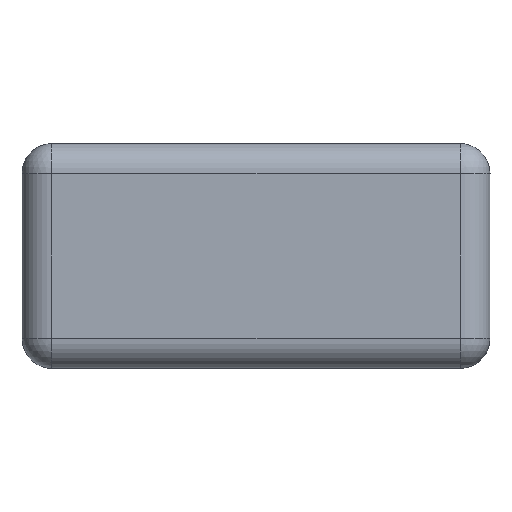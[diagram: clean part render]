
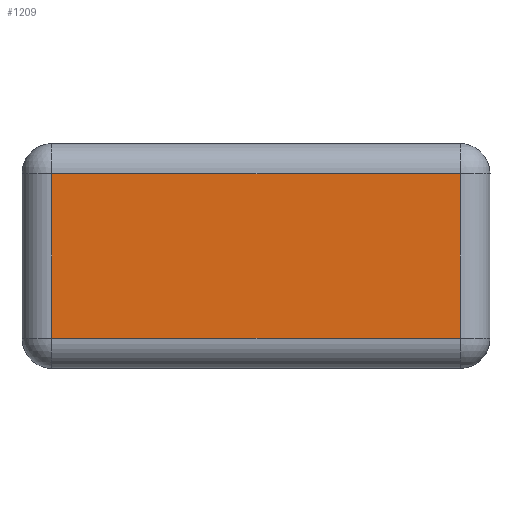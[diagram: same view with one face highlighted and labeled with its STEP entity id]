
A CAD part, left-side view. The second image highlights one B-rep face of the part: STEP entity #1209.
In plain terms, the highlighted planar face has unit normal (-1, 0, 0).
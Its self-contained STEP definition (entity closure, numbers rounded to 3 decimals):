
#110=LINE('',#1901,#182);
#114=LINE('',#2165,#186);
#115=LINE('',#2167,#187);
#116=LINE('',#2168,#188);
#182=VECTOR('',#1493,10.);
#186=VECTOR('',#1519,10.);
#187=VECTOR('',#1520,10.);
#188=VECTOR('',#1521,10.);
#252=PLANE('',#1342);
#287=FACE_OUTER_BOUND('',#370,.T.);
#370=EDGE_LOOP('',(#861,#862,#863,#864));
#524=VERTEX_POINT('',#1897);
#525=VERTEX_POINT('',#1899);
#544=VERTEX_POINT('',#2164);
#545=VERTEX_POINT('',#2166);
#637=EDGE_CURVE('',#524,#525,#110,.T.);
#662=EDGE_CURVE('',#524,#544,#114,.T.);
#663=EDGE_CURVE('',#525,#545,#115,.T.);
#664=EDGE_CURVE('',#544,#545,#116,.T.);
#861=ORIENTED_EDGE('',*,*,#662,.F.);
#862=ORIENTED_EDGE('',*,*,#637,.T.);
#863=ORIENTED_EDGE('',*,*,#663,.T.);
#864=ORIENTED_EDGE('',*,*,#664,.F.);
#1209=ADVANCED_FACE('',(#287),#252,.T.);
#1342=AXIS2_PLACEMENT_3D('',#2163,#1517,#1518);
#1493=DIRECTION('',(0.,-1.,0.));
#1517=DIRECTION('center_axis',(-1.,0.,0.));
#1518=DIRECTION('ref_axis',(0.,0.,1.));
#1519=DIRECTION('',(0.,0.,1.));
#1520=DIRECTION('',(0.,0.,1.));
#1521=DIRECTION('',(0.,-1.,0.));
#1897=CARTESIAN_POINT('',(-1.,0.545,0.09));
#1899=CARTESIAN_POINT('',(-1.,-0.545,0.09));
#1901=CARTESIAN_POINT('',(-1.,0.545,0.09));
#2163=CARTESIAN_POINT('Origin',(-1.,0.,0.01));
#2164=CARTESIAN_POINT('',(-1.,0.545,0.53));
#2165=CARTESIAN_POINT('',(-1.,0.545,0.09));
#2166=CARTESIAN_POINT('',(-1.,-0.545,0.53));
#2167=CARTESIAN_POINT('',(-1.,-0.545,0.09));
#2168=CARTESIAN_POINT('',(-1.,0.545,0.53));
